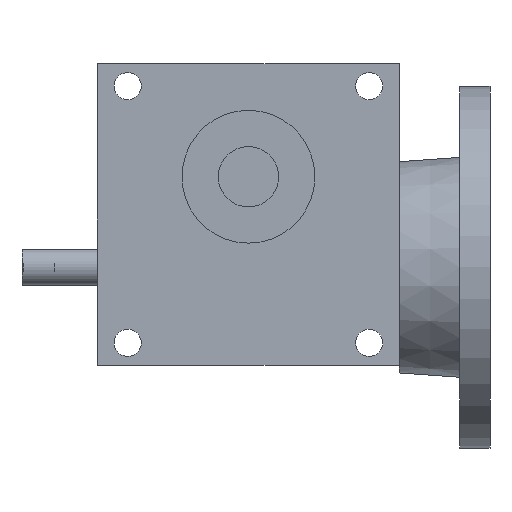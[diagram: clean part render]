
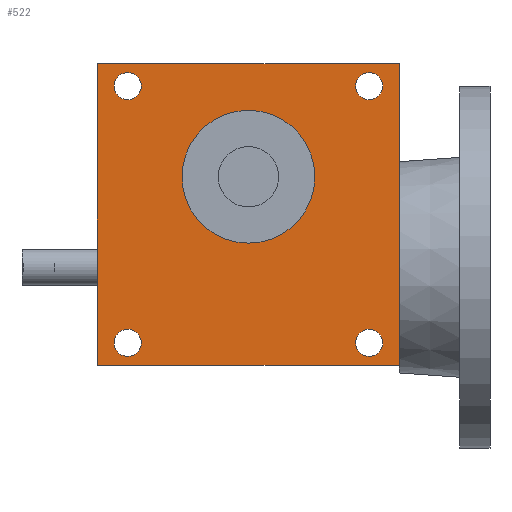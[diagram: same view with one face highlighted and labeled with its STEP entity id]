
A CAD part, front view. The second image highlights one B-rep face of the part: STEP entity #522.
In plain terms, the highlighted planar face has unit normal (0, -1, 0).
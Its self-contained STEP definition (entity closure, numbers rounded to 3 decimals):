
#522 = ADVANCED_FACE( '', ( #1102, #1103, #1104, #1105, #1106, #1107 ), #1108, .F. );
#1102 = FACE_BOUND( '', #1727, .T. );
#1103 = FACE_BOUND( '', #1728, .T. );
#1104 = FACE_BOUND( '', #1729, .T. );
#1105 = FACE_BOUND( '', #1730, .T. );
#1106 = FACE_BOUND( '', #1731, .T. );
#1107 = FACE_OUTER_BOUND( '', #1732, .T. );
#1108 = PLANE( '', #1733 );
#1727 = EDGE_LOOP( '', ( #2973 ) );
#1728 = EDGE_LOOP( '', ( #2974 ) );
#1729 = EDGE_LOOP( '', ( #2975 ) );
#1730 = EDGE_LOOP( '', ( #2976 ) );
#1731 = EDGE_LOOP( '', ( #2977 ) );
#1732 = EDGE_LOOP( '', ( #2978, #2979, #2980, #2981 ) );
#1733 = AXIS2_PLACEMENT_3D( '', #2982, #2983, #2984 );
#2973 = ORIENTED_EDGE( '', *, *, #3666, .T. );
#2974 = ORIENTED_EDGE( '', *, *, #3620, .T. );
#2975 = ORIENTED_EDGE( '', *, *, #3899, .T. );
#2976 = ORIENTED_EDGE( '', *, *, #3856, .T. );
#2977 = ORIENTED_EDGE( '', *, *, #3675, .T. );
#2978 = ORIENTED_EDGE( '', *, *, #3749, .T. );
#2979 = ORIENTED_EDGE( '', *, *, #3900, .F. );
#2980 = ORIENTED_EDGE( '', *, *, #3901, .F. );
#2981 = ORIENTED_EDGE( '', *, *, #3710, .T. );
#2982 = CARTESIAN_POINT( '', ( -50., -35., 50. ) );
#2983 = DIRECTION( '', ( 0., 1., 0. ) );
#2984 = DIRECTION( '', ( 0., 0., 1. ) );
#3620 = EDGE_CURVE( '', #4345, #4345, #4346, .T. );
#3666 = EDGE_CURVE( '', #4412, #4412, #4413, .T. );
#3675 = EDGE_CURVE( '', #4426, #4426, #4427, .T. );
#3710 = EDGE_CURVE( '', #4483, #4481, #4484, .T. );
#3749 = EDGE_CURVE( '', #4481, #4542, #4544, .T. );
#3856 = EDGE_CURVE( '', #4691, #4691, #4692, .T. );
#3899 = EDGE_CURVE( '', #4742, #4742, #4743, .T. );
#3900 = EDGE_CURVE( '', #4744, #4542, #4745, .T. );
#3901 = EDGE_CURVE( '', #4483, #4744, #4746, .T. );
#4345 = VERTEX_POINT( '', #5344 );
#4346 = CIRCLE( '', #5345, 4.5 );
#4412 = VERTEX_POINT( '', #5429 );
#4413 = CIRCLE( '', #5430, 4.5 );
#4426 = VERTEX_POINT( '', #5444 );
#4427 = CIRCLE( '', #5445, 22. );
#4481 = VERTEX_POINT( '', #5514 );
#4483 = VERTEX_POINT( '', #5517 );
#4484 = LINE( '', #5518, #5519 );
#4542 = VERTEX_POINT( '', #5626 );
#4544 = LINE( '', #5629, #5630 );
#4691 = VERTEX_POINT( '', #5829 );
#4692 = CIRCLE( '', #5830, 4.5 );
#4742 = VERTEX_POINT( '', #5894 );
#4743 = CIRCLE( '', #5895, 4.5 );
#4744 = VERTEX_POINT( '', #5896 );
#4745 = LINE( '', #5897, #5898 );
#4746 = LINE( '', #5899, #5900 );
#5344 = CARTESIAN_POINT( '', ( -35.5, -35., 42.5 ) );
#5345 = AXIS2_PLACEMENT_3D( '', #6241, #6242, #6243 );
#5429 = CARTESIAN_POINT( '', ( 44.5, -35., 42.5 ) );
#5430 = AXIS2_PLACEMENT_3D( '', #6307, #6308, #6309 );
#5444 = CARTESIAN_POINT( '', ( 22., -35., 12.5 ) );
#5445 = AXIS2_PLACEMENT_3D( '', #6323, #6324, #6325 );
#5514 = CARTESIAN_POINT( '', ( -50., -35., -50. ) );
#5517 = CARTESIAN_POINT( '', ( -50., -35., 50. ) );
#5518 = CARTESIAN_POINT( '', ( -50., -35., 50. ) );
#5519 = VECTOR( '', #6366, 1000. );
#5626 = CARTESIAN_POINT( '', ( 50., -35., -50. ) );
#5629 = CARTESIAN_POINT( '', ( -50., -35., -50. ) );
#5630 = VECTOR( '', #6406, 1000. );
#5829 = CARTESIAN_POINT( '', ( 44.5, -35., -42.5 ) );
#5830 = AXIS2_PLACEMENT_3D( '', #6564, #6565, #6566 );
#5894 = CARTESIAN_POINT( '', ( -35.5, -35., -42.5 ) );
#5895 = AXIS2_PLACEMENT_3D( '', #6596, #6597, #6598 );
#5896 = CARTESIAN_POINT( '', ( 50., -35., 50. ) );
#5897 = CARTESIAN_POINT( '', ( 50., -35., 50. ) );
#5898 = VECTOR( '', #6599, 1000. );
#5899 = CARTESIAN_POINT( '', ( -50., -35., 50. ) );
#5900 = VECTOR( '', #6600, 1000. );
#6241 = CARTESIAN_POINT( '', ( -40., -35., 42.5 ) );
#6242 = DIRECTION( '', ( 0., 1., 0. ) );
#6243 = DIRECTION( '', ( 1., 0., 0. ) );
#6307 = CARTESIAN_POINT( '', ( 40., -35., 42.5 ) );
#6308 = DIRECTION( '', ( 0., 1., 0. ) );
#6309 = DIRECTION( '', ( 1., 0., 0. ) );
#6323 = CARTESIAN_POINT( '', ( 0., -35., 12.5 ) );
#6324 = DIRECTION( '', ( 0., 1., 0. ) );
#6325 = DIRECTION( '', ( 1., 0., 0. ) );
#6366 = DIRECTION( '', ( 0., 0., -1. ) );
#6406 = DIRECTION( '', ( 1., 0., 0. ) );
#6564 = CARTESIAN_POINT( '', ( 40., -35., -42.5 ) );
#6565 = DIRECTION( '', ( 0., 1., 0. ) );
#6566 = DIRECTION( '', ( 1., 0., 0. ) );
#6596 = CARTESIAN_POINT( '', ( -40., -35., -42.5 ) );
#6597 = DIRECTION( '', ( 0., 1., 0. ) );
#6598 = DIRECTION( '', ( 1., 0., 0. ) );
#6599 = DIRECTION( '', ( 0., 0., -1. ) );
#6600 = DIRECTION( '', ( 1., 0., 0. ) );
